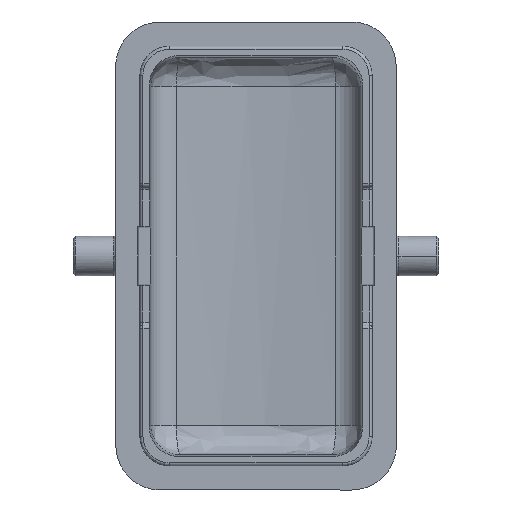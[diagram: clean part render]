
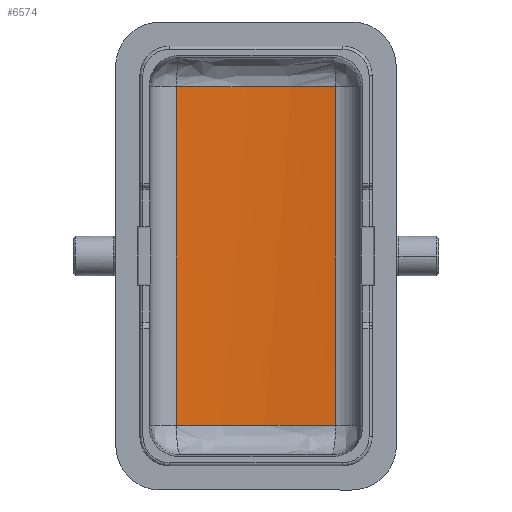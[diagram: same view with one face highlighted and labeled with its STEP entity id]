
A CAD part, front view. The second image highlights one B-rep face of the part: STEP entity #6574.
In plain terms, the highlighted cylindrical face has radius 59.8 mm (diameter 119.6 mm), a partial arc.
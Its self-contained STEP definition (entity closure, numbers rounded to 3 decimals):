
#362 = CARTESIAN_POINT ( 'NONE',  ( 0., -40.4, -21.8 ) ) ;
#363 = DIRECTION ( 'NONE',  ( 0., 0., 1. ) ) ;
#364 = DIRECTION ( 'NONE',  ( 0., -1., 0. ) ) ;
#1230 = VECTOR ( 'NONE', #2862, 1000. ) ;
#1232 = VECTOR ( 'NONE', #2848, 1000. ) ;
#1627 = VERTEX_POINT ( 'NONE', #3554 ) ;
#1628 = VERTEX_POINT ( 'NONE', #3555 ) ;
#1629 = VERTEX_POINT ( 'NONE', #3556 ) ;
#1638 = VERTEX_POINT ( 'NONE', #3565 ) ;
#1648 = ORIENTED_EDGE ( 'NONE', *, *, #6072, .F. ) ;
#1649 = ORIENTED_EDGE ( 'NONE', *, *, #6069, .F. ) ;
#1650 = ORIENTED_EDGE ( 'NONE', *, *, #6070, .F. ) ;
#1652 = ORIENTED_EDGE ( 'NONE', *, *, #6067, .F. ) ;
#2846 = LINE ( 'NONE', #2847, #1232 ) ;
#2847 = CARTESIAN_POINT ( 'NONE',  ( 8.053, 18.855, -21.8 ) ) ;
#2848 = DIRECTION ( 'NONE',  ( 0., 0., -1. ) ) ;
#2859 = CARTESIAN_POINT ( 'NONE',  ( -8.053, 18.855, 17.149 ) ) ;
#2860 = LINE ( 'NONE', #2861, #1230 ) ;
#2861 = CARTESIAN_POINT ( 'NONE',  ( -8.053, 18.855, -21.8 ) ) ;
#2862 = DIRECTION ( 'NONE',  ( 0., 0., 1. ) ) ;
#2863 = CARTESIAN_POINT ( 'NONE',  ( -2.716, 19.581, 17.143 ) ) ;
#2864 = CARTESIAN_POINT ( 'NONE',  ( 2.716, 19.581, 17.143 ) ) ;
#2865 = CARTESIAN_POINT ( 'NONE',  ( 8.053, 18.855, 17.149 ) ) ;
#2869 = CARTESIAN_POINT ( 'NONE',  ( 8.053, 18.855, -17.149 ) ) ;
#2870 = CARTESIAN_POINT ( 'NONE',  ( 2.716, 19.581, -17.143 ) ) ;
#2871 = CARTESIAN_POINT ( 'NONE',  ( -2.716, 19.581, -17.143 ) ) ;
#2872 = CARTESIAN_POINT ( 'NONE',  ( -8.053, 18.855, -17.149 ) ) ;
#3421 = B_SPLINE_CURVE_WITH_KNOTS ( 'NONE', 3,
 ( #2869, #2870, #2871, #2872 ),
 .UNSPECIFIED., .F., .F.,
 ( 4, 4 ),
 ( 0., 1. ),
 .UNSPECIFIED. ) ;
#3424 = B_SPLINE_CURVE_WITH_KNOTS ( 'NONE', 3,
 ( #2859, #2863, #2864, #2865 ),
 .UNSPECIFIED., .F., .F.,
 ( 4, 4 ),
 ( 0., 1. ),
 .UNSPECIFIED. ) ;
#3554 = CARTESIAN_POINT ( 'NONE',  ( 8.053, 18.855, -17.149 ) ) ;
#3555 = CARTESIAN_POINT ( 'NONE',  ( 8.053, 18.855, 17.149 ) ) ;
#3556 = CARTESIAN_POINT ( 'NONE',  ( -8.053, 18.855, -17.149 ) ) ;
#3565 = CARTESIAN_POINT ( 'NONE',  ( -8.053, 18.855, 17.149 ) ) ;
#5229 = EDGE_LOOP ( 'NONE', ( #1650, #1649, #1648, #1652 ) ) ;
#6067 = EDGE_CURVE ( 'NONE', #1628, #1627, #2846, .T. ) ;
#6069 = EDGE_CURVE ( 'NONE', #1629, #1638, #2860, .T. ) ;
#6070 = EDGE_CURVE ( 'NONE', #1638, #1628, #3424, .T. ) ;
#6072 = EDGE_CURVE ( 'NONE', #1627, #1629, #3421, .T. ) ;
#6217 = FACE_OUTER_BOUND ( 'NONE', #5229, .T. ) ;
#6220 = CYLINDRICAL_SURFACE ( 'NONE', #6221, 59.8 ) ;
#6221 = AXIS2_PLACEMENT_3D ( 'NONE', #362, #363, #364 ) ;
#6574 = ADVANCED_FACE ( 'F40', ( #6217 ), #6220, .F. ) ;
